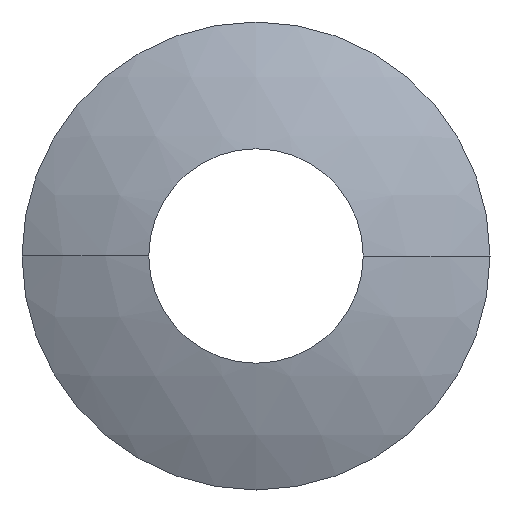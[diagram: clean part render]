
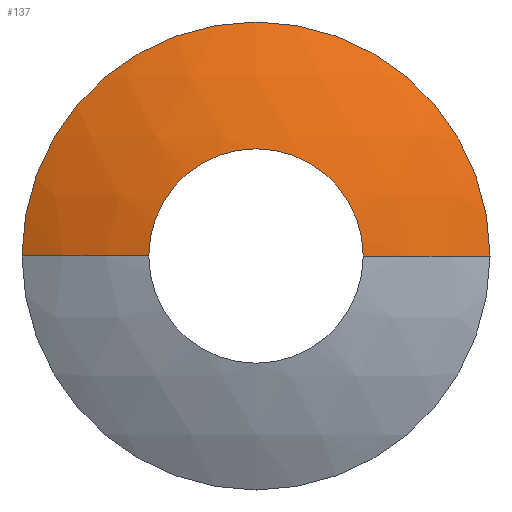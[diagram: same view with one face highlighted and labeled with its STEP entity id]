
A CAD part, front view. The second image highlights one B-rep face of the part: STEP entity #137.
In plain terms, the highlighted spherical face has radius 13 mm.
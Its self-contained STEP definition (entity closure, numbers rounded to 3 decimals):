
#3 = DIRECTION ( 'NONE',  ( 0., 0., -1. ) ) ;
#5 = DIRECTION ( 'NONE',  ( 0., -1., 0. ) ) ;
#7 = AXIS2_PLACEMENT_3D ( 'NONE', #9, #5, #3 ) ;
#8 = CIRCLE ( 'NONE', #7, 6. ) ;
#9 = CARTESIAN_POINT ( 'NONE',  ( 0., 1.873, 0. ) ) ;
#10 = CARTESIAN_POINT ( 'NONE',  ( 0., 0.7, 2.75 ) ) ;
#13 = FACE_OUTER_BOUND ( 'NONE', #163, .T. ) ;
#52 = CARTESIAN_POINT ( 'NONE',  ( 0., 13.406, 0. ) ) ;
#53 = AXIS2_PLACEMENT_3D ( 'NONE', #77, #76, #75 ) ;
#55 = CIRCLE ( 'NONE', #83, 2.75 ) ;
#62 = DIRECTION ( 'NONE',  ( 0., 0., -1. ) ) ;
#63 = DIRECTION ( 'NONE',  ( 0., -1., 0. ) ) ;
#64 = CARTESIAN_POINT ( 'NONE',  ( 0., 1.873, 0. ) ) ;
#65 = CIRCLE ( 'NONE', #72, 6. ) ;
#67 = CARTESIAN_POINT ( 'NONE',  ( 0., 1.873, 6. ) ) ;
#68 = DIRECTION ( 'NONE',  ( -1., 0., 0. ) ) ;
#69 = DIRECTION ( 'NONE',  ( 0., 0., -1. ) ) ;
#70 = CARTESIAN_POINT ( 'NONE',  ( 0., 13.406, 0. ) ) ;
#71 = CIRCLE ( 'NONE', #73, 13. ) ;
#72 = AXIS2_PLACEMENT_3D ( 'NONE', #64, #63, #62 ) ;
#73 = AXIS2_PLACEMENT_3D ( 'NONE', #70, #69, #68 ) ;
#75 = DIRECTION ( 'NONE',  ( 0., 0., -1. ) ) ;
#76 = DIRECTION ( 'NONE',  ( 0., -1., 0. ) ) ;
#77 = CARTESIAN_POINT ( 'NONE',  ( 0., 0.7, 0. ) ) ;
#79 = CIRCLE ( 'NONE', #53, 2.75 ) ;
#80 = DIRECTION ( 'NONE',  ( 0., 0., -1. ) ) ;
#81 = DIRECTION ( 'NONE',  ( 0., -1., 0. ) ) ;
#82 = CARTESIAN_POINT ( 'NONE',  ( 0., 0.7, 0. ) ) ;
#83 = AXIS2_PLACEMENT_3D ( 'NONE', #82, #81, #80 ) ;
#84 = CARTESIAN_POINT ( 'NONE',  ( 2.75, 0.7, 0. ) ) ;
#85 = CARTESIAN_POINT ( 'NONE',  ( -6., 1.873, 0. ) ) ;
#86 = DIRECTION ( 'NONE',  ( 1., 0., 0. ) ) ;
#87 = DIRECTION ( 'NONE',  ( 0., 0., 1. ) ) ;
#88 = CARTESIAN_POINT ( 'NONE',  ( 0., 13.406, 0. ) ) ;
#89 = AXIS2_PLACEMENT_3D ( 'NONE', #88, #87, #86 ) ;
#90 = CIRCLE ( 'NONE', #89, 13. ) ;
#91 = DIRECTION ( 'NONE',  ( 1., 0., 0. ) ) ;
#125 = DIRECTION ( 'NONE',  ( 0., 0., 1. ) ) ;
#130 = SPHERICAL_SURFACE ( 'NONE', #136, 13. ) ;
#136 = AXIS2_PLACEMENT_3D ( 'NONE', #52, #125, #91 ) ;
#137 = ADVANCED_FACE ( 'NONE', ( #13 ), #130, .T. ) ;
#138 = VERTEX_POINT ( 'NONE', #10 ) ;
#139 = EDGE_CURVE ( 'NONE', #151, #195, #90, .T. ) ;
#141 = ORIENTED_EDGE ( 'NONE', *, *, #139, .T. ) ;
#142 = EDGE_CURVE ( 'NONE', #138, #195, #55, .T. ) ;
#143 = VERTEX_POINT ( 'NONE', #84 ) ;
#144 = EDGE_CURVE ( 'NONE', #143, #138, #79, .T. ) ;
#147 = ORIENTED_EDGE ( 'NONE', *, *, #144, .F. ) ;
#148 = EDGE_CURVE ( 'NONE', #196, #143, #71, .T. ) ;
#149 = ORIENTED_EDGE ( 'NONE', *, *, #148, .F. ) ;
#150 = EDGE_CURVE ( 'NONE', #196, #167, #65, .T. ) ;
#151 = VERTEX_POINT ( 'NONE', #85 ) ;
#152 = ORIENTED_EDGE ( 'NONE', *, *, #166, .T. ) ;
#156 = ORIENTED_EDGE ( 'NONE', *, *, #150, .T. ) ;
#163 = EDGE_LOOP ( 'NONE', ( #152, #141, #176, #147, #149, #156 ) ) ;
#166 = EDGE_CURVE ( 'NONE', #167, #151, #8, .T. ) ;
#167 = VERTEX_POINT ( 'NONE', #67 ) ;
#176 = ORIENTED_EDGE ( 'NONE', *, *, #142, .F. ) ;
#195 = VERTEX_POINT ( 'NONE', #284 ) ;
#196 = VERTEX_POINT ( 'NONE', #206 ) ;
#206 = CARTESIAN_POINT ( 'NONE',  ( 6., 1.873, 0. ) ) ;
#284 = CARTESIAN_POINT ( 'NONE',  ( -2.75, 0.7, 0. ) ) ;
